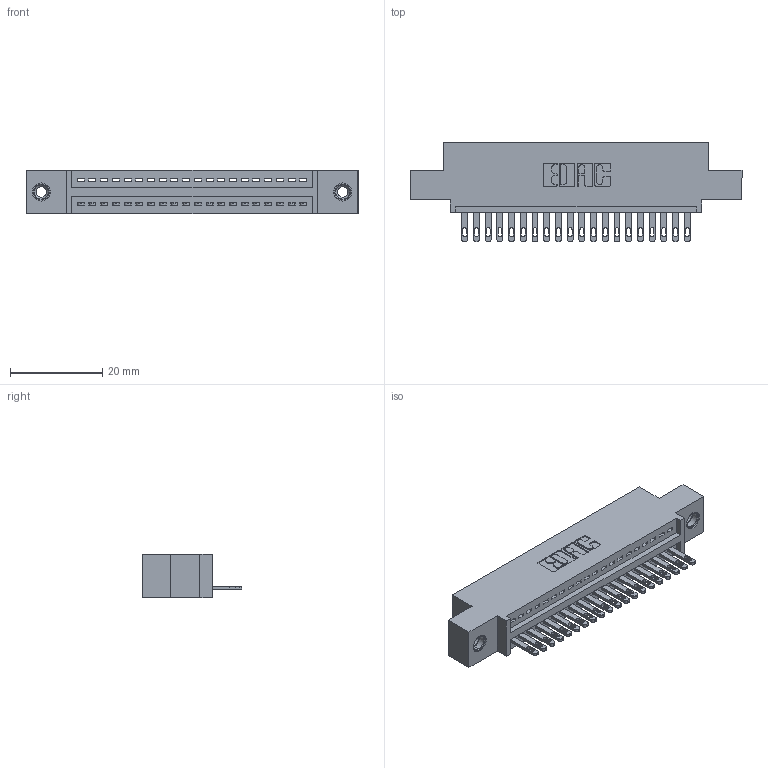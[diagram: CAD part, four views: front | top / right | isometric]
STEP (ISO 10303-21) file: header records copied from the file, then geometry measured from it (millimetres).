
FILE_DESCRIPTION (( 'STEP AP203' ), '1' );
FILE_NAME ('345-020-500-408.STEP', '2019-10-04T19:56:36', ( '' ), ( '' ), 'SwSTEP 2.0', 'SolidWorks 2016', '' );
FILE_SCHEMA (( 'CONFIG_CONTROL_DESIGN' ));
Length unit declared in the file: inch
Products named in the file (4): 345-250-001_345-250-003-102; 345-020-500-408; 345-292-001_345-293-100; 345 Part_0.110 Offset - 0.156 Dia-TI
Assembly tree (23 placements, depth 2):
  345-020-500-408
    345 Part_0.110 Offset - 0.156 Dia-TI
    345-292-001_345-293-100  x20
    345-250-001_345-250-003-102  x2
Bounding box: 72.01 x 21.51 x 9.4 mm (x, y, z)
Volume: 6591.8 mm3; surface area: 8606.8 mm2
Topology: 23 solids, 23 shells, 1270 faces, 3849 edges, 2558 vertices
Faces by surface type: plane 796, cylinder 458, cone 12, torus 4
Entity records: 19262 total; most frequent: CARTESIAN_POINT 3319, ORIENTED_EDGE 3266, DIRECTION 2959, EDGE_CURVE 1633, LINE 1397, VECTOR 1397, VERTEX_POINT 1084, AXIS2_PLACEMENT_3D 781
